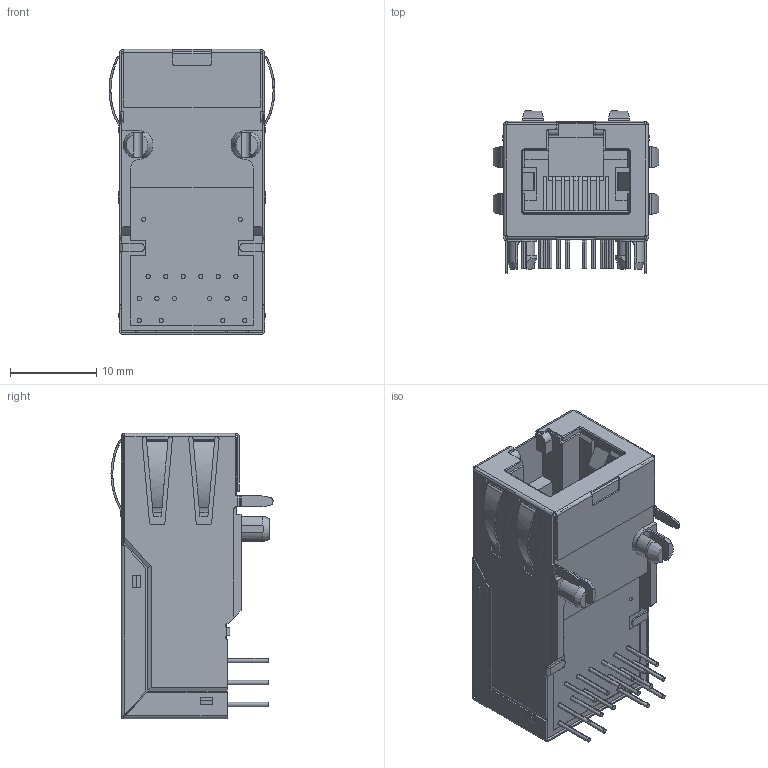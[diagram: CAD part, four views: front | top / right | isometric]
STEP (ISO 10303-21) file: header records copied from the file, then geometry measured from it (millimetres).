
FILE_DESCRIPTION (( 'STEP AP214' ), '1' );
FILE_NAME ('Molex 857931020.STEP', '2016-01-10T06:15:18', ( '' ), ( '' ), 'SwSTEP 2.0', 'SolidWorks 2015', '' );
FILE_SCHEMA (( 'AUTOMOTIVE_DESIGN' ));
Length unit declared in the file: millimetre
Products named in the file (2): Molex 857931020; 857931020
Assembly tree (1 placements, depth 2):
  Molex 857931020
    857931020
Bounding box: 19.19 x 18.75 x 33.01 mm (x, y, z)
Volume: 5892.7 mm3; surface area: 6466.4 mm2
Topology: 1 solids, 1 shells, 643 faces, 1817 edges, 1194 vertices
Faces by surface type: plane 419, cylinder 216, bspline 4, cone 4
Entity records: 22903 total; most frequent: CARTESIAN_POINT 4136, ORIENTED_EDGE 3634, DIRECTION 3321, EDGE_CURVE 1817, VECTOR 1347, LINE 1347, VERTEX_POINT 1194, AXIS2_PLACEMENT_3D 987
